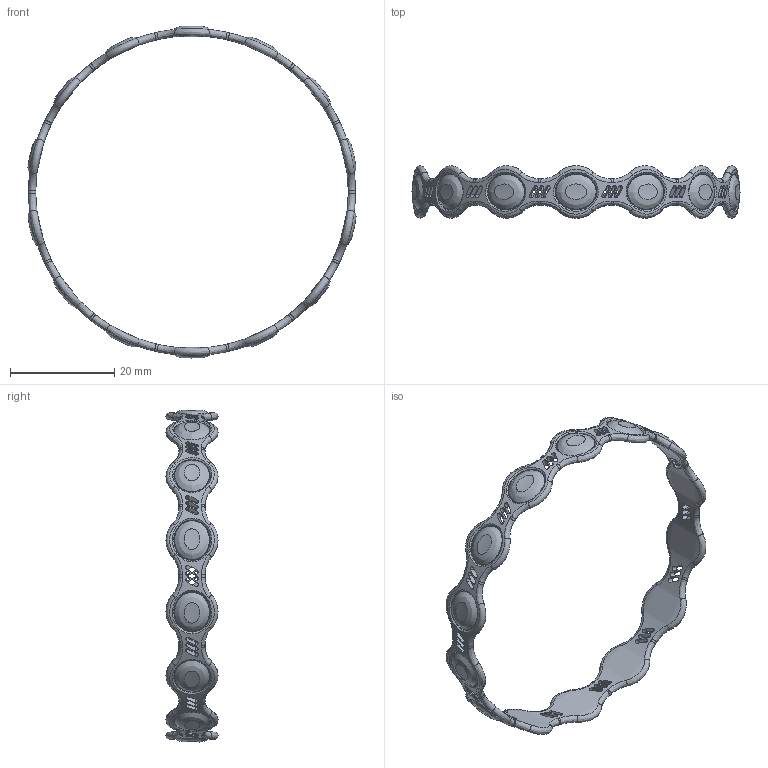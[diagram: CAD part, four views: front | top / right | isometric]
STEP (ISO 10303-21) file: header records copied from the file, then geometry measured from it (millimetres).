
FILE_DESCRIPTION(('FreeCAD Model'),'2;1');
FILE_NAME('Open CASCADE Shape Model','2025-05-04T03:06:14',('FreeCAD'),( 'FreeCAD'),'Open CASCADE STEP processor 7.6','FreeCAD','Unknown');
FILE_SCHEMA(('AUTOMOTIVE_DESIGN { 1 0 10303 214 1 1 1 1 }'));
Products named in the file (1): Open CASCADE STEP translator 7.6 1
Bounding box: 63.04 x 10 x 63.8 mm (x, y, z)
Volume: 489.4 mm3; surface area: 4641.6 mm2
Topology: 15 solids, 15 shells, 380 faces, 1016 edges, 676 vertices
Faces by surface type: bspline 140, cylinder 128, plane 84, torus 28
Full cylindrical faces by diameter (mm): 60 x1, 62.8 x1
Entity records: 51530 total; most frequent: CARTESIAN_POINT 44203, ORIENTED_EDGE 2032, EDGE_CURVE 1016, DIRECTION 762, VERTEX_POINT 676, B_SPLINE_CURVE_WITH_KNOTS 510, FACE_BOUND 476, EDGE_LOOP 476
